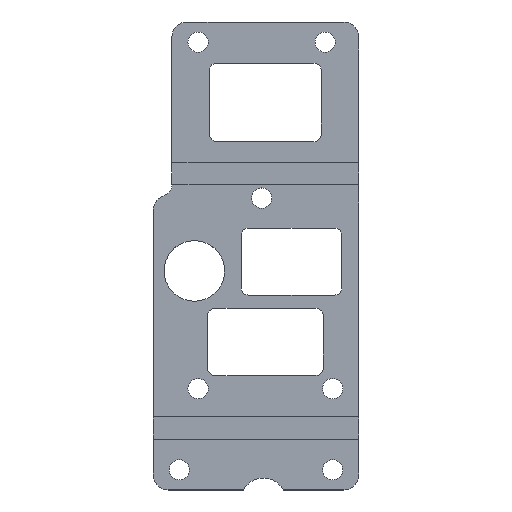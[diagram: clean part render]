
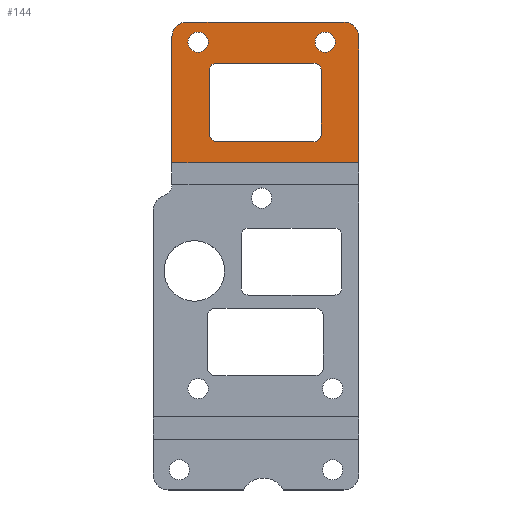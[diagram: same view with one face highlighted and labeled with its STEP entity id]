
A CAD part, top view. The second image highlights one B-rep face of the part: STEP entity #144.
In plain terms, the highlighted planar face has unit normal (0, 0, 1).
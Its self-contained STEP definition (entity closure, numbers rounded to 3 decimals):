
#144=ADVANCED_FACE('',(#263,#264,#265,#266),#219,.T.);
#219=PLANE('',#1557);
#263=FACE_BOUND('',#295,.T.);
#264=FACE_BOUND('',#296,.T.);
#265=FACE_BOUND('',#297,.T.);
#266=FACE_BOUND('',#298,.T.);
#295=EDGE_LOOP('',(#725,#726,#727,#728,#729,#730,#731,#732));
#296=EDGE_LOOP('',(#733,#734));
#297=EDGE_LOOP('',(#735,#736));
#298=EDGE_LOOP('',(#737,#738,#739,#740,#741,#742));
#410=LINE('',#2207,#553);
#413=LINE('',#2214,#556);
#417=LINE('',#2225,#560);
#418=LINE('',#2229,#561);
#419=LINE('',#2233,#562);
#420=LINE('',#2237,#563);
#421=LINE('',#2246,#564);
#422=LINE('',#2249,#565);
#553=VECTOR('',#1745,1.);
#556=VECTOR('',#1750,1.);
#560=VECTOR('',#1758,1.);
#561=VECTOR('',#1761,1.);
#562=VECTOR('',#1764,1.);
#563=VECTOR('',#1767,1.);
#564=VECTOR('',#1776,1.);
#565=VECTOR('',#1779,1.);
#725=ORIENTED_EDGE('',*,*,#1291,.T.);
#726=ORIENTED_EDGE('',*,*,#1292,.F.);
#727=ORIENTED_EDGE('',*,*,#1293,.T.);
#728=ORIENTED_EDGE('',*,*,#1294,.F.);
#729=ORIENTED_EDGE('',*,*,#1295,.T.);
#730=ORIENTED_EDGE('',*,*,#1296,.F.);
#731=ORIENTED_EDGE('',*,*,#1297,.T.);
#732=ORIENTED_EDGE('',*,*,#1298,.F.);
#733=ORIENTED_EDGE('',*,*,#1299,.T.);
#734=ORIENTED_EDGE('',*,*,#1300,.T.);
#735=ORIENTED_EDGE('',*,*,#1301,.T.);
#736=ORIENTED_EDGE('',*,*,#1302,.T.);
#737=ORIENTED_EDGE('',*,*,#1287,.T.);
#738=ORIENTED_EDGE('',*,*,#1303,.T.);
#739=ORIENTED_EDGE('',*,*,#1284,.F.);
#740=ORIENTED_EDGE('',*,*,#1304,.T.);
#741=ORIENTED_EDGE('',*,*,#1305,.F.);
#742=ORIENTED_EDGE('',*,*,#1306,.T.);
#1138=VERTEX_POINT('',#2198);
#1142=VERTEX_POINT('',#2206);
#1145=VERTEX_POINT('',#2213);
#1146=VERTEX_POINT('',#2215);
#1149=VERTEX_POINT('',#2223);
#1150=VERTEX_POINT('',#2224);
#1151=VERTEX_POINT('',#2226);
#1152=VERTEX_POINT('',#2228);
#1153=VERTEX_POINT('',#2230);
#1154=VERTEX_POINT('',#2232);
#1155=VERTEX_POINT('',#2234);
#1156=VERTEX_POINT('',#2236);
#1157=VERTEX_POINT('',#2239);
#1158=VERTEX_POINT('',#2240);
#1159=VERTEX_POINT('',#2243);
#1160=VERTEX_POINT('',#2244);
#1161=VERTEX_POINT('',#2248);
#1162=VERTEX_POINT('',#2250);
#1284=EDGE_CURVE('',#1142,#1138,#410,.T.);
#1287=EDGE_CURVE('',#1146,#1145,#413,.T.);
#1291=EDGE_CURVE('',#1149,#1150,#1470,.T.);
#1292=EDGE_CURVE('',#1151,#1150,#417,.T.);
#1293=EDGE_CURVE('',#1151,#1152,#1471,.T.);
#1294=EDGE_CURVE('',#1153,#1152,#418,.T.);
#1295=EDGE_CURVE('',#1153,#1154,#1472,.T.);
#1296=EDGE_CURVE('',#1155,#1154,#419,.T.);
#1297=EDGE_CURVE('',#1155,#1156,#1473,.T.);
#1298=EDGE_CURVE('',#1149,#1156,#420,.T.);
#1299=EDGE_CURVE('',#1157,#1158,#1474,.T.);
#1300=EDGE_CURVE('',#1158,#1157,#1475,.T.);
#1301=EDGE_CURVE('',#1159,#1160,#1476,.T.);
#1302=EDGE_CURVE('',#1160,#1159,#1477,.T.);
#1303=EDGE_CURVE('',#1145,#1138,#421,.T.);
#1304=EDGE_CURVE('',#1142,#1161,#1478,.T.);
#1305=EDGE_CURVE('',#1162,#1161,#422,.T.);
#1306=EDGE_CURVE('',#1162,#1146,#1479,.T.);
#1470=CIRCLE('',#1547,1.);
#1471=CIRCLE('',#1548,1.);
#1472=CIRCLE('',#1549,1.);
#1473=CIRCLE('',#1550,1.);
#1474=CIRCLE('',#1551,1.35);
#1475=CIRCLE('',#1552,1.35);
#1476=CIRCLE('',#1553,1.35);
#1477=CIRCLE('',#1554,1.35);
#1478=CIRCLE('',#1555,2.);
#1479=CIRCLE('',#1556,2.);
#1547=AXIS2_PLACEMENT_3D('',#2222,#1756,#1757);
#1548=AXIS2_PLACEMENT_3D('',#2227,#1759,#1760);
#1549=AXIS2_PLACEMENT_3D('',#2231,#1762,#1763);
#1550=AXIS2_PLACEMENT_3D('',#2235,#1765,#1766);
#1551=AXIS2_PLACEMENT_3D('',#2238,#1768,#1769);
#1552=AXIS2_PLACEMENT_3D('',#2241,#1770,#1771);
#1553=AXIS2_PLACEMENT_3D('',#2242,#1772,#1773);
#1554=AXIS2_PLACEMENT_3D('',#2245,#1774,#1775);
#1555=AXIS2_PLACEMENT_3D('',#2247,#1777,#1778);
#1556=AXIS2_PLACEMENT_3D('',#2251,#1780,#1781);
#1557=AXIS2_PLACEMENT_3D('',#2252,#1782,#1783);
#1745=DIRECTION('',(0.,-1.,0.));
#1750=DIRECTION('',(0.,-1.,0.));
#1756=DIRECTION('',(0.,0.,-1.));
#1757=DIRECTION('',(-1.,0.,0.));
#1758=DIRECTION('',(-1.,0.,0.));
#1759=DIRECTION('',(0.,0.,-1.));
#1760=DIRECTION('',(0.,1.,0.));
#1761=DIRECTION('',(0.,1.,0.));
#1762=DIRECTION('',(0.,0.,-1.));
#1763=DIRECTION('',(1.,0.,0.));
#1764=DIRECTION('',(1.,0.,0.));
#1765=DIRECTION('',(0.,0.,-1.));
#1766=DIRECTION('',(0.,-1.,0.));
#1767=DIRECTION('',(0.,-1.,0.));
#1768=DIRECTION('',(0.,0.,-1.));
#1769=DIRECTION('',(1.,0.,0.));
#1770=DIRECTION('',(0.,0.,-1.));
#1771=DIRECTION('',(-1.,0.,0.));
#1772=DIRECTION('',(0.,0.,-1.));
#1773=DIRECTION('',(1.,0.,0.));
#1774=DIRECTION('',(0.,0.,-1.));
#1775=DIRECTION('',(-1.,0.,0.));
#1776=DIRECTION('',(1.,0.,0.));
#1777=DIRECTION('',(0.,0.,1.));
#1778=DIRECTION('',(1.,0.,0.));
#1779=DIRECTION('',(1.,0.,0.));
#1780=DIRECTION('',(0.,0.,1.));
#1781=DIRECTION('',(0.,1.,0.));
#1782=DIRECTION('',(0.,0.,1.));
#1783=DIRECTION('',(0.,1.,0.));
#2198=CARTESIAN_POINT('',(41.687,-200.49,1.5));
#2206=CARTESIAN_POINT('',(41.687,-183.687,1.5));
#2207=CARTESIAN_POINT('',(41.687,-183.687,1.5));
#2213=CARTESIAN_POINT('',(16.687,-200.49,1.5));
#2214=CARTESIAN_POINT('',(16.687,-183.687,1.5));
#2215=CARTESIAN_POINT('',(16.687,-183.687,1.5));
#2222=CARTESIAN_POINT('',(22.687,-188.187,1.5));
#2223=CARTESIAN_POINT('',(21.687,-188.187,1.5));
#2224=CARTESIAN_POINT('',(22.687,-187.187,1.5));
#2225=CARTESIAN_POINT('',(35.687,-187.187,1.5));
#2226=CARTESIAN_POINT('',(35.687,-187.187,1.5));
#2227=CARTESIAN_POINT('',(35.687,-188.187,1.5));
#2228=CARTESIAN_POINT('',(36.687,-188.187,1.5));
#2229=CARTESIAN_POINT('',(36.687,-196.687,1.5));
#2230=CARTESIAN_POINT('',(36.687,-196.687,1.5));
#2231=CARTESIAN_POINT('',(35.687,-196.687,1.5));
#2232=CARTESIAN_POINT('',(35.687,-197.687,1.5));
#2233=CARTESIAN_POINT('',(22.687,-197.687,1.5));
#2234=CARTESIAN_POINT('',(22.687,-197.687,1.5));
#2235=CARTESIAN_POINT('',(22.687,-196.687,1.5));
#2236=CARTESIAN_POINT('',(21.687,-196.687,1.5));
#2237=CARTESIAN_POINT('',(21.687,-188.187,1.5));
#2238=CARTESIAN_POINT('',(20.187,-184.387,1.5));
#2239=CARTESIAN_POINT('',(21.537,-184.387,1.5));
#2240=CARTESIAN_POINT('',(18.837,-184.387,1.5));
#2241=CARTESIAN_POINT('',(20.187,-184.387,1.5));
#2242=CARTESIAN_POINT('',(37.187,-184.387,1.5));
#2243=CARTESIAN_POINT('',(38.537,-184.387,1.5));
#2244=CARTESIAN_POINT('',(35.837,-184.387,1.5));
#2245=CARTESIAN_POINT('',(37.187,-184.387,1.5));
#2246=CARTESIAN_POINT('',(14.324,-200.49,1.5));
#2247=CARTESIAN_POINT('',(39.687,-183.687,1.5));
#2248=CARTESIAN_POINT('',(39.687,-181.687,1.5));
#2249=CARTESIAN_POINT('',(18.687,-181.687,1.5));
#2250=CARTESIAN_POINT('',(18.687,-181.687,1.5));
#2251=CARTESIAN_POINT('',(18.687,-183.687,1.5));
#2252=CARTESIAN_POINT('',(14.187,-181.687,1.5));
